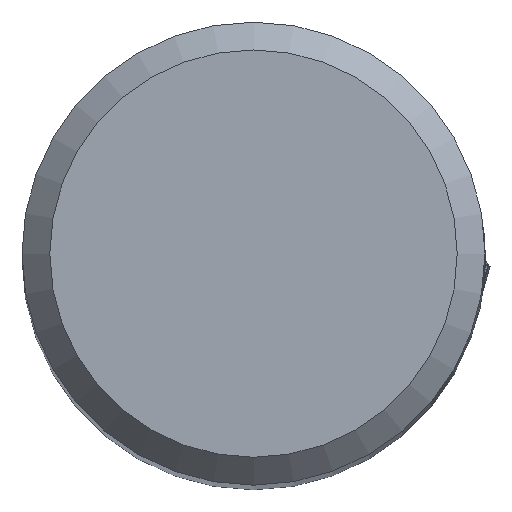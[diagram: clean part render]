
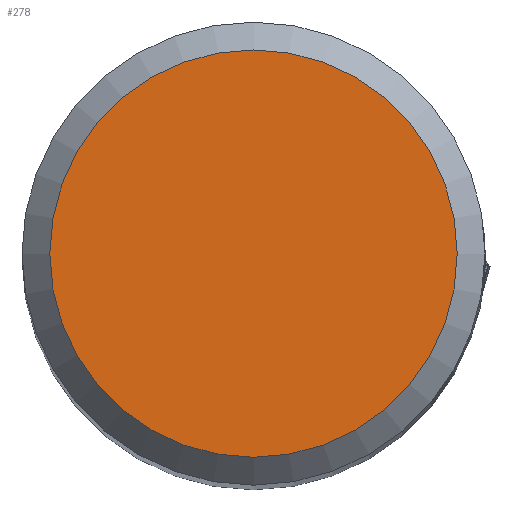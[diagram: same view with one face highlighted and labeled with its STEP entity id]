
A CAD part, top view. The second image highlights one B-rep face of the part: STEP entity #278.
In plain terms, the highlighted planar face has unit normal (0, 0, 1).
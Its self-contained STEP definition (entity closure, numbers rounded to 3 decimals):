
#227=CIRCLE('',#1948,10.982);
#278=ADVANCED_FACE('TB_BL_N5_SU8',(#414),#372,.F.);
#372=PLANE('',#1950);
#414=FACE_OUTER_BOUND('',#522,.T.);
#522=EDGE_LOOP('',(#795));
#795=ORIENTED_EDGE('',*,*,#1448,.T.);
#1264=VERTEX_POINT('',#2846);
#1448=EDGE_CURVE('',#1264,#1264,#227,.T.);
#1948=AXIS2_PLACEMENT_3D('',#2845,#2194,#2195);
#1950=AXIS2_PLACEMENT_3D('',#2848,#2198,#2199);
#2194=DIRECTION('',(0.,0.,1.));
#2195=DIRECTION('',(-1.,0.,0.));
#2198=DIRECTION('',(0.,0.,-1.));
#2199=DIRECTION('',(1.,0.,0.));
#2845=CARTESIAN_POINT('',(0.,0.,0.));
#2846=CARTESIAN_POINT('',(-10.982,0.,0.));
#2848=CARTESIAN_POINT('',(-10.982,0.,0.));
